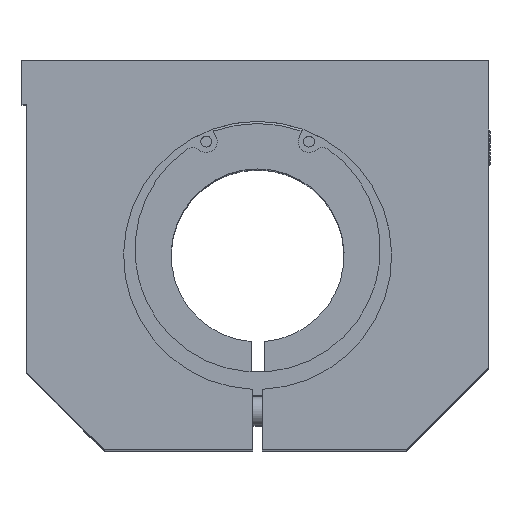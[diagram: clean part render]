
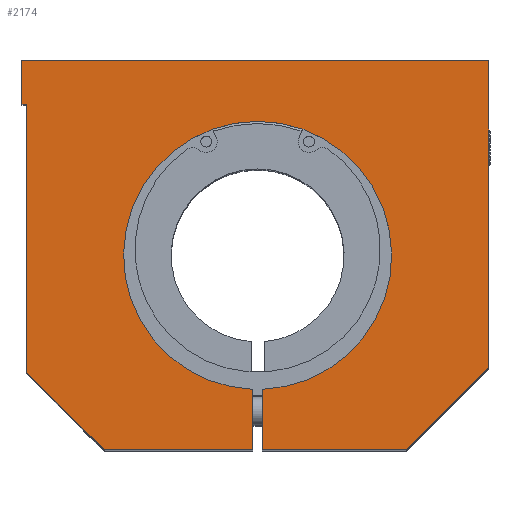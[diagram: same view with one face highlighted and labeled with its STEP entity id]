
A CAD part, top view. The second image highlights one B-rep face of the part: STEP entity #2174.
In plain terms, the highlighted planar face has unit normal (0, 0, 1).
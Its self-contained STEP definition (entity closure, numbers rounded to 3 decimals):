
#103=PLANE('',#2403);
#183=FACE_OUTER_BOUND('',#314,.T.);
#314=EDGE_LOOP('',(#1508,#1509,#1510,#1511,#1512,#1513,#1514,#1515,#1516,
#1517,#1518,#1519));
#470=LINE('',#3363,#669);
#471=LINE('',#3365,#670);
#472=LINE('',#3367,#671);
#473=LINE('',#3369,#672);
#474=LINE('',#3371,#673);
#475=LINE('',#3373,#674);
#476=LINE('',#3375,#675);
#477=LINE('',#3377,#676);
#478=LINE('',#3379,#677);
#479=LINE('',#3381,#678);
#480=LINE('',#3383,#679);
#669=VECTOR('',#2671,10.);
#670=VECTOR('',#2672,10.);
#671=VECTOR('',#2673,10.);
#672=VECTOR('',#2674,10.);
#673=VECTOR('',#2675,10.);
#674=VECTOR('',#2676,10.);
#675=VECTOR('',#2677,10.);
#676=VECTOR('',#2678,10.);
#677=VECTOR('',#2679,10.);
#678=VECTOR('',#2680,10.);
#679=VECTOR('',#2681,10.);
#872=CIRCLE('',#2404,31.);
#972=VERTEX_POINT('',#3361);
#973=VERTEX_POINT('',#3362);
#974=VERTEX_POINT('',#3364);
#975=VERTEX_POINT('',#3366);
#976=VERTEX_POINT('',#3368);
#977=VERTEX_POINT('',#3370);
#978=VERTEX_POINT('',#3372);
#979=VERTEX_POINT('',#3374);
#980=VERTEX_POINT('',#3376);
#981=VERTEX_POINT('',#3378);
#982=VERTEX_POINT('',#3380);
#983=VERTEX_POINT('',#3382);
#1185=EDGE_CURVE('',#972,#973,#470,.T.);
#1186=EDGE_CURVE('',#974,#973,#471,.T.);
#1187=EDGE_CURVE('',#975,#974,#472,.T.);
#1188=EDGE_CURVE('',#976,#975,#473,.T.);
#1189=EDGE_CURVE('',#977,#976,#474,.T.);
#1190=EDGE_CURVE('',#978,#977,#475,.T.);
#1191=EDGE_CURVE('',#979,#978,#476,.T.);
#1192=EDGE_CURVE('',#980,#979,#477,.T.);
#1193=EDGE_CURVE('',#981,#980,#478,.T.);
#1194=EDGE_CURVE('',#982,#981,#479,.T.);
#1195=EDGE_CURVE('',#982,#983,#480,.T.);
#1196=EDGE_CURVE('',#983,#972,#872,.T.);
#1508=ORIENTED_EDGE('',*,*,#1185,.T.);
#1509=ORIENTED_EDGE('',*,*,#1186,.F.);
#1510=ORIENTED_EDGE('',*,*,#1187,.F.);
#1511=ORIENTED_EDGE('',*,*,#1188,.F.);
#1512=ORIENTED_EDGE('',*,*,#1189,.F.);
#1513=ORIENTED_EDGE('',*,*,#1190,.F.);
#1514=ORIENTED_EDGE('',*,*,#1191,.F.);
#1515=ORIENTED_EDGE('',*,*,#1192,.F.);
#1516=ORIENTED_EDGE('',*,*,#1193,.F.);
#1517=ORIENTED_EDGE('',*,*,#1194,.F.);
#1518=ORIENTED_EDGE('',*,*,#1195,.T.);
#1519=ORIENTED_EDGE('',*,*,#1196,.T.);
#2174=ADVANCED_FACE('',(#183),#103,.T.);
#2403=AXIS2_PLACEMENT_3D('',#3360,#2669,#2670);
#2404=AXIS2_PLACEMENT_3D('',#3384,#2682,#2683);
#2669=DIRECTION('center_axis',(0.,0.,1.));
#2670=DIRECTION('ref_axis',(1.,0.,0.));
#2671=DIRECTION('',(0.,-1.,0.));
#2672=DIRECTION('',(-1.,0.,0.));
#2673=DIRECTION('',(-0.707,-0.707,0.));
#2674=DIRECTION('',(0.,-1.,0.));
#2675=DIRECTION('',(1.,0.,0.));
#2676=DIRECTION('',(0.,1.,0.));
#2677=DIRECTION('',(-1.,0.,0.));
#2678=DIRECTION('',(0.,1.,0.));
#2679=DIRECTION('',(-0.707,0.707,0.));
#2680=DIRECTION('',(-1.,0.,0.));
#2681=DIRECTION('',(0.,1.,0.));
#2682=DIRECTION('center_axis',(0.,0.,-1.));
#2683=DIRECTION('ref_axis',(-1.,0.,0.));
#3360=CARTESIAN_POINT('Origin',(-0.105,3.001,88.));
#3361=CARTESIAN_POINT('',(1.075,-30.981,88.));
#3362=CARTESIAN_POINT('',(1.075,-45.,88.));
#3363=CARTESIAN_POINT('',(1.075,-21.,88.));
#3364=CARTESIAN_POINT('',(34.5,-45.,88.));
#3365=CARTESIAN_POINT('',(34.5,-45.,88.));
#3366=CARTESIAN_POINT('',(53.5,-26.,88.));
#3367=CARTESIAN_POINT('',(53.5,-26.,88.));
#3368=CARTESIAN_POINT('',(53.5,45.,88.));
#3369=CARTESIAN_POINT('',(53.5,45.,88.));
#3370=CARTESIAN_POINT('',(-54.5,45.,88.));
#3371=CARTESIAN_POINT('',(-53.5,45.,88.));
#3372=CARTESIAN_POINT('',(-54.5,35.,88.));
#3373=CARTESIAN_POINT('',(-54.5,35.,88.));
#3374=CARTESIAN_POINT('',(-53.5,35.,88.));
#3375=CARTESIAN_POINT('',(-53.5,35.,88.));
#3376=CARTESIAN_POINT('',(-53.5,-27.,88.));
#3377=CARTESIAN_POINT('',(-53.5,-27.,88.));
#3378=CARTESIAN_POINT('',(-35.5,-45.,88.));
#3379=CARTESIAN_POINT('',(-35.5,-45.,88.));
#3380=CARTESIAN_POINT('',(-1.075,-45.,88.));
#3381=CARTESIAN_POINT('',(34.5,-45.,88.));
#3382=CARTESIAN_POINT('',(-1.075,-30.981,88.));
#3383=CARTESIAN_POINT('',(-1.075,-13.49,88.));
#3384=CARTESIAN_POINT('Origin',(0.,0.,88.));
